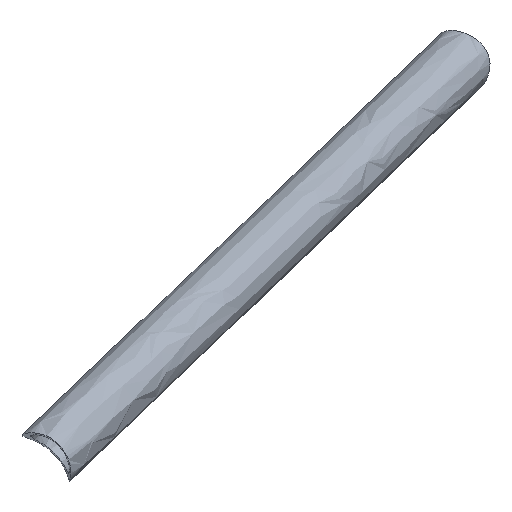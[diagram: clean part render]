
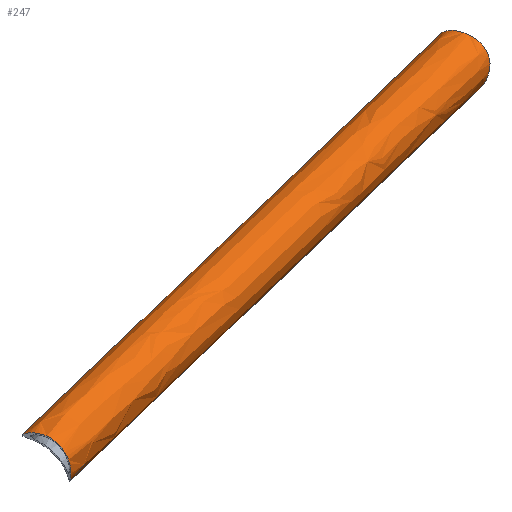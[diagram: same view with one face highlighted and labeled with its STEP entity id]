
A CAD part, front view. The second image highlights one B-rep face of the part: STEP entity #247.
In plain terms, the highlighted free-form (B-spline) face has degree [5, 4] with [6, 5] control points.
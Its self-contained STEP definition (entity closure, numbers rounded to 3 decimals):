
#82=CARTESIAN_POINT('Vertex',(-1684.899,316.603,371.589)) ;
#84=CARTESIAN_POINT('Vertex',(-1676.839,315.418,358.6)) ;
#88=CARTESIAN_POINT('Control Point',(-1684.899,316.603,371.589)) ;
#89=CARTESIAN_POINT('Control Point',(-1684.315,315.567,372.013)) ;
#90=CARTESIAN_POINT('Control Point',(-1683.539,314.528,372.254)) ;
#91=CARTESIAN_POINT('Control Point',(-1682.557,313.578,372.294)) ;
#92=CARTESIAN_POINT('Control Point',(-1680.496,312.216,371.972)) ;
#93=CARTESIAN_POINT('Control Point',(-1678.283,311.586,370.962)) ;
#94=CARTESIAN_POINT('Control Point',(-1677.312,311.464,370.374)) ;
#95=CARTESIAN_POINT('Control Point',(-1675.653,311.498,369.009)) ;
#96=CARTESIAN_POINT('Control Point',(-1674.547,311.909,367.226)) ;
#97=CARTESIAN_POINT('Control Point',(-1674.199,312.16,366.311)) ;
#98=CARTESIAN_POINT('Control Point',(-1673.957,312.58,364.875)) ;
#99=CARTESIAN_POINT('Control Point',(-1674.087,313.043,363.469)) ;
#100=CARTESIAN_POINT('Control Point',(-1674.174,313.207,362.991)) ;
#101=CARTESIAN_POINT('Control Point',(-1674.526,313.692,361.653)) ;
#102=CARTESIAN_POINT('Control Point',(-1675.149,314.218,360.443)) ;
#103=CARTESIAN_POINT('Control Point',(-1675.646,314.586,359.727)) ;
#104=CARTESIAN_POINT('Control Point',(-1676.217,314.986,359.105)) ;
#105=CARTESIAN_POINT('Control Point',(-1676.839,315.418,358.6)) ;
#161=CARTESIAN_POINT('Control Point',(-1667.829,326.179,367.236)) ;
#162=CARTESIAN_POINT('Control Point',(-1663.899,320.516,370.192)) ;
#163=CARTESIAN_POINT('Control Point',(-1666.831,317.242,377.332)) ;
#164=CARTESIAN_POINT('Control Point',(-1673.694,319.63,381.517)) ;
#165=CARTESIAN_POINT('Control Point',(-1677.624,325.292,378.561)) ;
#166=CARTESIAN_POINT('Control Point',(-1688.884,301.032,347.056)) ;
#167=CARTESIAN_POINT('Control Point',(-1684.953,295.369,350.012)) ;
#168=CARTESIAN_POINT('Control Point',(-1687.886,292.095,357.153)) ;
#169=CARTESIAN_POINT('Control Point',(-1694.749,294.482,361.337)) ;
#170=CARTESIAN_POINT('Control Point',(-1698.679,300.145,358.382)) ;
#171=CARTESIAN_POINT('Control Point',(-1709.938,275.885,326.877)) ;
#172=CARTESIAN_POINT('Control Point',(-1706.008,270.222,329.832)) ;
#173=CARTESIAN_POINT('Control Point',(-1708.941,266.947,336.973)) ;
#174=CARTESIAN_POINT('Control Point',(-1715.803,269.335,341.158)) ;
#175=CARTESIAN_POINT('Control Point',(-1719.734,274.998,338.202)) ;
#176=CARTESIAN_POINT('Control Point',(-1730.993,250.738,306.697)) ;
#177=CARTESIAN_POINT('Control Point',(-1727.063,245.075,309.653)) ;
#178=CARTESIAN_POINT('Control Point',(-1729.995,241.8,316.793)) ;
#179=CARTESIAN_POINT('Control Point',(-1736.858,244.188,320.978)) ;
#180=CARTESIAN_POINT('Control Point',(-1740.788,249.851,318.022)) ;
#181=CARTESIAN_POINT('Control Point',(-1752.048,225.591,286.517)) ;
#182=CARTESIAN_POINT('Control Point',(-1748.117,219.928,289.473)) ;
#183=CARTESIAN_POINT('Control Point',(-1751.05,216.653,296.614)) ;
#184=CARTESIAN_POINT('Control Point',(-1757.913,219.041,300.798)) ;
#185=CARTESIAN_POINT('Control Point',(-1761.843,224.704,297.842)) ;
#186=CARTESIAN_POINT('Control Point',(-1773.102,200.443,266.337)) ;
#187=CARTESIAN_POINT('Control Point',(-1769.172,194.781,269.293)) ;
#188=CARTESIAN_POINT('Control Point',(-1772.105,191.506,276.434)) ;
#189=CARTESIAN_POINT('Control Point',(-1778.967,193.894,280.619)) ;
#190=CARTESIAN_POINT('Control Point',(-1782.898,199.557,277.663)) ;
#192=CARTESIAN_POINT('Control Point',(-1768.132,202.421,271.775)) ;
#193=CARTESIAN_POINT('Control Point',(-1768.11,202.068,272.001)) ;
#194=CARTESIAN_POINT('Control Point',(-1768.093,201.734,272.262)) ;
#195=CARTESIAN_POINT('Control Point',(-1768.085,201.425,272.555)) ;
#196=CARTESIAN_POINT('Control Point',(-1768.097,200.813,273.238)) ;
#197=CARTESIAN_POINT('Control Point',(-1768.183,200.313,274.012)) ;
#198=CARTESIAN_POINT('Control Point',(-1768.254,200.076,274.444)) ;
#199=CARTESIAN_POINT('Control Point',(-1768.621,199.314,276.058)) ;
#200=CARTESIAN_POINT('Control Point',(-1769.393,198.922,277.723)) ;
#201=CARTESIAN_POINT('Control Point',(-1770.199,198.813,278.845)) ;
#202=CARTESIAN_POINT('Control Point',(-1772.049,198.947,280.56)) ;
#203=CARTESIAN_POINT('Control Point',(-1774.231,199.667,281.51)) ;
#204=CARTESIAN_POINT('Control Point',(-1775.242,200.114,281.768)) ;
#205=CARTESIAN_POINT('Control Point',(-1776.843,201.073,281.93)) ;
#206=CARTESIAN_POINT('Control Point',(-1778.05,202.419,281.789)) ;
#207=CARTESIAN_POINT('Control Point',(-1778.442,203.024,281.699)) ;
#208=CARTESIAN_POINT('Control Point',(-1778.715,203.676,281.603)) ;
#209=CARTESIAN_POINT('Control Point',(-1778.883,204.351,281.51)) ;
#210=CARTESIAN_POINT('Vertex',(-1768.132,202.421,271.775)) ;
#212=CARTESIAN_POINT('Vertex',(-1778.883,204.351,281.51)) ;
#216=CARTESIAN_POINT('Control Point',(-1768.132,202.421,271.775)) ;
#217=CARTESIAN_POINT('Control Point',(-1768.183,203.241,271.252)) ;
#218=CARTESIAN_POINT('Control Point',(-1768.264,204.179,270.937)) ;
#219=CARTESIAN_POINT('Control Point',(-1768.318,205.142,270.843)) ;
#220=CARTESIAN_POINT('Control Point',(-1768.371,206.094,270.872)) ;
#221=CARTESIAN_POINT('Vertex',(-1768.371,206.094,270.872)) ;
#225=CARTESIAN_POINT('Control Point',(-1676.839,315.418,358.6)) ;
#226=CARTESIAN_POINT('Control Point',(-1695.145,293.553,341.055)) ;
#227=CARTESIAN_POINT('Control Point',(-1713.452,271.688,323.509)) ;
#228=CARTESIAN_POINT('Control Point',(-1731.758,249.824,305.963)) ;
#229=CARTESIAN_POINT('Control Point',(-1750.065,227.959,288.418)) ;
#230=CARTESIAN_POINT('Control Point',(-1768.371,206.094,270.872)) ;
#233=CARTESIAN_POINT('Control Point',(-1684.899,316.603,371.589)) ;
#234=CARTESIAN_POINT('Control Point',(-1703.696,294.153,353.573)) ;
#235=CARTESIAN_POINT('Control Point',(-1722.493,271.702,335.557)) ;
#236=CARTESIAN_POINT('Control Point',(-1741.29,249.252,317.542)) ;
#237=CARTESIAN_POINT('Control Point',(-1760.087,226.802,299.526)) ;
#238=CARTESIAN_POINT('Control Point',(-1778.883,204.351,281.51)) ;
#241=ORIENTED_EDGE('',*,*,#214,.F.) ;
#242=ORIENTED_EDGE('',*,*,#223,.T.) ;
#243=ORIENTED_EDGE('',*,*,#231,.F.) ;
#244=ORIENTED_EDGE('',*,*,#106,.F.) ;
#245=ORIENTED_EDGE('',*,*,#239,.T.) ;
#247=ADVANCED_FACE('Corps principal',(#246),#160,.F.) ;
#87=B_SPLINE_CURVE_WITH_KNOTS('',5,(#88,#89,#90,#91,#92,#93,#94,#95,#96,#97,#98,#99,#100,#101,#102,#103,#104,#105),.UNSPECIFIED.,.F.,.U.,(6,3,3,3,3,6),(0.,9.432,17.144,23.947,27.538,34.292),.UNSPECIFIED.) ;
#191=B_SPLINE_CURVE_WITH_KNOTS('',5,(#192,#193,#194,#195,#196,#197,#198,#199,#200,#201,#202,#203,#204,#205,#206,#207,#208,#209),.UNSPECIFIED.,.F.,.U.,(6,3,3,3,3,6),(0.,3.007,6.461,15.653,23.429,28.623),.UNSPECIFIED.) ;
#215=B_SPLINE_CURVE_WITH_KNOTS('',4,(#216,#217,#218,#219,#220),.UNSPECIFIED.,.F.,.U.,(5,5),(0.,5.58),.UNSPECIFIED.) ;
#106=EDGE_CURVE('',#83,#85,#87,.T.) ;
#214=EDGE_CURVE('',#211,#213,#191,.T.) ;
#223=EDGE_CURVE('',#211,#222,#215,.T.) ;
#231=EDGE_CURVE('',#85,#222,#224,.T.) ;
#239=EDGE_CURVE('',#83,#213,#232,.T.) ;
#240=EDGE_LOOP('',(#241,#242,#243,#244,#245)) ;
#246=FACE_OUTER_BOUND('',#240,.T.) ;
#83=VERTEX_POINT('',#82) ;
#85=VERTEX_POINT('',#84) ;
#211=VERTEX_POINT('',#210) ;
#213=VERTEX_POINT('',#212) ;
#222=VERTEX_POINT('',#221) ;
#224=(BOUNDED_CURVE()B_SPLINE_CURVE(5,(#225,#226,#227,#228,#229,#230),.UNSPECIFIED.,.F.,.U.)B_SPLINE_CURVE_WITH_KNOTS((6,6),(16.479,183.889),.UNSPECIFIED.)CURVE()GEOMETRIC_REPRESENTATION_ITEM()RATIONAL_B_SPLINE_CURVE((1.,1.,1.,1.,1.,1.))REPRESENTATION_ITEM('')) ;
#232=(BOUNDED_CURVE()B_SPLINE_CURVE(5,(#233,#234,#235,#236,#237,#238),.UNSPECIFIED.,.F.,.U.)B_SPLINE_CURVE_WITH_KNOTS((6,6),(13.306,185.2),.UNSPECIFIED.)CURVE()GEOMETRIC_REPRESENTATION_ITEM()RATIONAL_B_SPLINE_CURVE((1.,1.,1.,1.,1.,1.))REPRESENTATION_ITEM('')) ;
#160=(BOUNDED_SURFACE()B_SPLINE_SURFACE(5,4,((#161,#162,#163,#164,#165),(#166,#167,#168,#169,#170),(#171,#172,#173,#174,#175),(#176,#177,#178,#179,#180),(#181,#182,#183,#184,#185),(#186,#187,#188,#189,#190)),.UNSPECIFIED.,.F.,.F.,.U.)B_SPLINE_SURFACE_WITH_KNOTS((6,6),(5,5),(0.,192.542),(23.562,47.124),.UNSPECIFIED.)GEOMETRIC_REPRESENTATION_ITEM()RATIONAL_B_SPLINE_SURFACE(((1.,0.707,0.667,0.707,1.),(1.,0.707,0.667,0.707,1.),(1.,0.707,0.667,0.707,1.),(1.,0.707,0.667,0.707,1.),(1.,0.707,0.667,0.707,1.),(1.,0.707,0.667,0.707,1.)))REPRESENTATION_ITEM('Rational BSpline Surface')SURFACE()) ;
